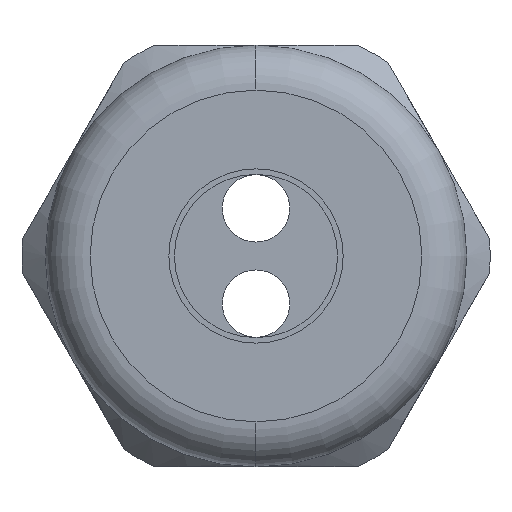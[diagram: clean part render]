
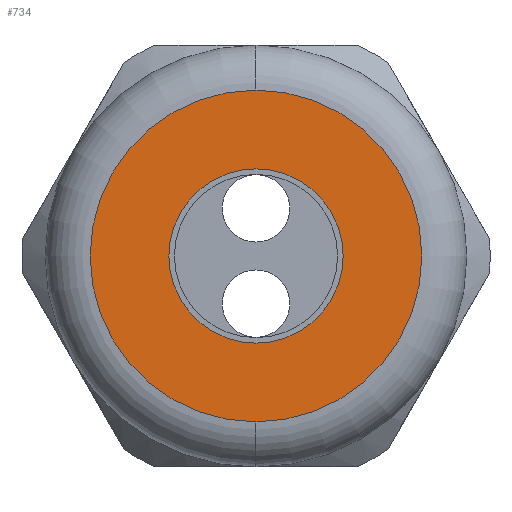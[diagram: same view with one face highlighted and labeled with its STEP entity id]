
A CAD part, left-side view. The second image highlights one B-rep face of the part: STEP entity #734.
In plain terms, the highlighted planar face has unit normal (-1, 0, 0).
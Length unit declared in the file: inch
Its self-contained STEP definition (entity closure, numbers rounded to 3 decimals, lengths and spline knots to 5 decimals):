
#339 = VERTEX_POINT ( 'NONE', #1964 ) ;
#369 = EDGE_CURVE ( 'NONE', #370, #371, #2029, .T. ) ;
#370 = VERTEX_POINT ( 'NONE', #2025 ) ;
#371 = VERTEX_POINT ( 'NONE', #2024 ) ;
#393 = EDGE_CURVE ( 'NONE', #394, #339, #2110, .T. ) ;
#394 = VERTEX_POINT ( 'NONE', #2105 ) ;
#731 = EDGE_CURVE ( 'NONE', #371, #370, #2762, .T. ) ;
#734 = ADVANCED_FACE ( 'NONE', ( #2758, #2757 ), #2755, .T. ) ;
#735 = EDGE_LOOP ( 'NONE', ( #736, #790 ) ) ;
#736 = ORIENTED_EDGE ( 'NONE', *, *, #393, .T. ) ;
#790 = ORIENTED_EDGE ( 'NONE', *, *, #791, .T. ) ;
#791 = EDGE_CURVE ( 'NONE', #339, #394, #2905, .T. ) ;
#792 = EDGE_LOOP ( 'NONE', ( #793, #794 ) ) ;
#793 = ORIENTED_EDGE ( 'NONE', *, *, #731, .T. ) ;
#794 = ORIENTED_EDGE ( 'NONE', *, *, #369, .T. ) ;
#1964 = CARTESIAN_POINT ( 'NONE',  ( -1.18, 0., -0.295 ) ) ;
#2024 = CARTESIAN_POINT ( 'NONE',  ( -1.18, 0., -0.155 ) ) ;
#2025 = CARTESIAN_POINT ( 'NONE',  ( -1.18, 0., 0.155 ) ) ;
#2026 = DIRECTION ( 'NONE',  ( 0., 0., -1. ) ) ;
#2027 = DIRECTION ( 'NONE',  ( 1., 0., 0. ) ) ;
#2028 = AXIS2_PLACEMENT_3D ( 'NONE', #2035, #2027, #2026 ) ;
#2029 = CIRCLE ( 'NONE', #2028, 0.155 ) ;
#2035 = CARTESIAN_POINT ( 'NONE',  ( -1.18, 0., 0. ) ) ;
#2105 = CARTESIAN_POINT ( 'NONE',  ( -1.18, 0., 0.295 ) ) ;
#2106 = DIRECTION ( 'NONE',  ( 0., 0., 1. ) ) ;
#2107 = DIRECTION ( 'NONE',  ( -1., 0., 0. ) ) ;
#2108 = CARTESIAN_POINT ( 'NONE',  ( -1.18, 0., 0. ) ) ;
#2109 = AXIS2_PLACEMENT_3D ( 'NONE', #2108, #2107, #2106 ) ;
#2110 = CIRCLE ( 'NONE', #2109, 0.295 ) ;
#2751 = DIRECTION ( 'NONE',  ( 0., 0., 1. ) ) ;
#2752 = DIRECTION ( 'NONE',  ( -1., 0., 0. ) ) ;
#2753 = CARTESIAN_POINT ( 'NONE',  ( -1.18, 0.375, 0. ) ) ;
#2754 = AXIS2_PLACEMENT_3D ( 'NONE', #2753, #2752, #2751 ) ;
#2755 = PLANE ( 'NONE',  #2754 ) ;
#2757 = FACE_BOUND ( 'NONE', #792, .T. ) ;
#2758 = FACE_OUTER_BOUND ( 'NONE', #735, .T. ) ;
#2759 = DIRECTION ( 'NONE',  ( 0., 0., -1. ) ) ;
#2760 = DIRECTION ( 'NONE',  ( 1., 0., 0. ) ) ;
#2761 = AXIS2_PLACEMENT_3D ( 'NONE', #2767, #2760, #2759 ) ;
#2762 = CIRCLE ( 'NONE', #2761, 0.155 ) ;
#2767 = CARTESIAN_POINT ( 'NONE',  ( -1.18, 0., 0. ) ) ;
#2900 = DIRECTION ( 'NONE',  ( 0., 0., 1. ) ) ;
#2902 = DIRECTION ( 'NONE',  ( -1., 0., 0. ) ) ;
#2903 = CARTESIAN_POINT ( 'NONE',  ( -1.18, 0., 0. ) ) ;
#2904 = AXIS2_PLACEMENT_3D ( 'NONE', #2903, #2902, #2900 ) ;
#2905 = CIRCLE ( 'NONE', #2904, 0.295 ) ;
